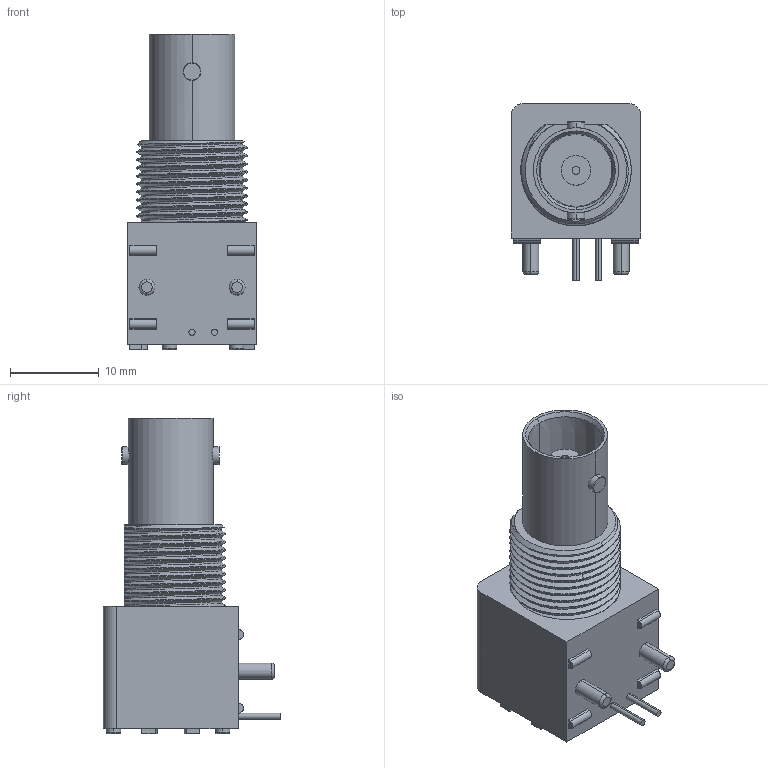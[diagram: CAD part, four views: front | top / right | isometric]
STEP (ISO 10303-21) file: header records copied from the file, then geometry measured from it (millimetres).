
FILE_DESCRIPTION (( 'STEP AP214' ), '1' );
FILE_NAME ('BNC_normal.STEP', '2021-12-03T22:02:31', ( '' ), ( '' ), 'SwSTEP 2.0', 'SolidWorks 2020', '' );
FILE_SCHEMA (( 'AUTOMOTIVE_DESIGN' ));
Length unit declared in the file: millimetre
Products named in the file (1): BNC_normal
Bounding box: 14.65 x 20 x 35.6 mm (x, y, z)
Volume: 4372.7 mm3; surface area: 2624.3 mm2
Topology: 1 solids, 1 shells, 191 faces, 471 edges, 304 vertices
Faces by surface type: cylinder 69, plane 56, bspline 42, torus 16, cone 8
Entity records: 18263 total; most frequent: CARTESIAN_POINT 13421, ORIENTED_EDGE 942, DIRECTION 738, EDGE_CURVE 471, VERTEX_POINT 304, AXIS2_PLACEMENT_3D 281, EDGE_LOOP 217, ADVANCED_FACE 191
